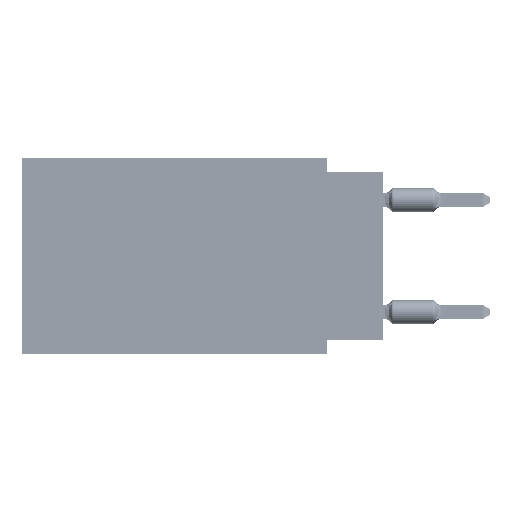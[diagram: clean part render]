
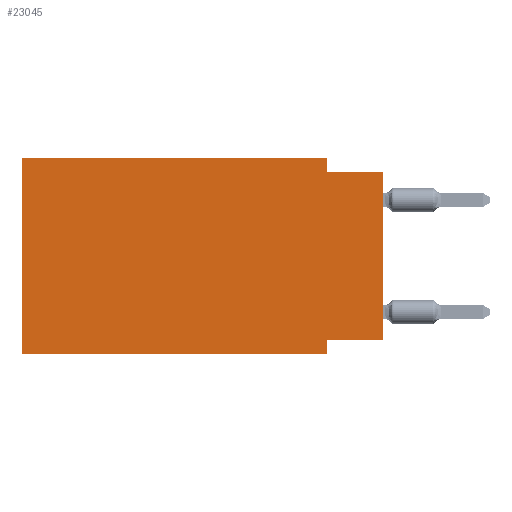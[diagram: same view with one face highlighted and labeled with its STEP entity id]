
A CAD part, left-side view. The second image highlights one B-rep face of the part: STEP entity #23045.
In plain terms, the highlighted planar face has unit normal (-1, 0, 0).
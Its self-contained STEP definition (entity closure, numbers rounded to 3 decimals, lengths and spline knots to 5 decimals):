
#364 = VERTEX_POINT ( 'NONE', #77745 ) ;
#1830 = EDGE_CURVE ( 'NONE', #54372, #13945, #49937, .T. ) ;
#2016 = ORIENTED_EDGE ( 'NONE', *, *, #61125, .F. ) ;
#2513 = VECTOR ( 'NONE', #61824, 39.37008 ) ;
#2583 = DIRECTION ( 'NONE',  ( 0., 0., -1. ) ) ;
#2742 = LINE ( 'NONE', #45211, #4248 ) ;
#3861 = CARTESIAN_POINT ( 'NONE',  ( 0., 0., -0.325 ) ) ;
#4248 = VECTOR ( 'NONE', #26938, 39.37008 ) ;
#4364 = DIRECTION ( 'NONE',  ( 0., 0., 1. ) ) ;
#8227 = EDGE_CURVE ( 'NONE', #19415, #78277, #2742, .T. ) ;
#9540 = LINE ( 'NONE', #34928, #41924 ) ;
#10482 = CARTESIAN_POINT ( 'NONE',  ( 0., 0.645, -0.35 ) ) ;
#10631 = ORIENTED_EDGE ( 'NONE', *, *, #36439, .F. ) ;
#11425 = ORIENTED_EDGE ( 'NONE', *, *, #1830, .F. ) ;
#13095 = LINE ( 'NONE', #32139, #73070 ) ;
#13496 = DIRECTION ( 'NONE',  ( 0., -1., 0. ) ) ;
#13945 = VERTEX_POINT ( 'NONE', #43154 ) ;
#14027 = ORIENTED_EDGE ( 'NONE', *, *, #16342, .F. ) ;
#16165 = LINE ( 'NONE', #3861, #27976 ) ;
#16342 = EDGE_CURVE ( 'NONE', #364, #59816, #59521, .T. ) ;
#16621 = AXIS2_PLACEMENT_3D ( 'NONE', #69103, #74278, #51247 ) ;
#19415 = VERTEX_POINT ( 'NONE', #57388 ) ;
#23045 = ADVANCED_FACE ( 'NONE', ( #38536 ), #62741, .F. ) ;
#26764 = DIRECTION ( 'NONE',  ( 0., -1., 0. ) ) ;
#26938 = DIRECTION ( 'NONE',  ( 0., 0., -1. ) ) ;
#27565 = CARTESIAN_POINT ( 'NONE',  ( 0., 0.645, 0. ) ) ;
#27684 = DIRECTION ( 'NONE',  ( 0., 1., 0. ) ) ;
#27976 = VECTOR ( 'NONE', #27684, 39.37008 ) ;
#29766 = CARTESIAN_POINT ( 'NONE',  ( 0., 0., -0.025 ) ) ;
#31621 = EDGE_LOOP ( 'NONE', ( #39547, #14027, #10631, #2016, #11425, #50660, #69708, #56984 ) ) ;
#32139 = CARTESIAN_POINT ( 'NONE',  ( 0., 0.645, -0.35 ) ) ;
#32762 = LINE ( 'NONE', #56943, #54655 ) ;
#34928 = CARTESIAN_POINT ( 'NONE',  ( 0., 0., 0. ) ) ;
#35863 = EDGE_CURVE ( 'NONE', #64190, #19415, #16165, .T. ) ;
#36439 = EDGE_CURVE ( 'NONE', #67140, #364, #32762, .T. ) ;
#38536 = FACE_OUTER_BOUND ( 'NONE', #31621, .T. ) ;
#39547 = ORIENTED_EDGE ( 'NONE', *, *, #49343, .T. ) ;
#41924 = VECTOR ( 'NONE', #4364, 39.37008 ) ;
#42418 = CARTESIAN_POINT ( 'NONE',  ( 0., 0.1, -0.35 ) ) ;
#42710 = VECTOR ( 'NONE', #53577, 39.37008 ) ;
#43154 = CARTESIAN_POINT ( 'NONE',  ( 0., 0.645, 0. ) ) ;
#43586 = CARTESIAN_POINT ( 'NONE',  ( 0., 0.645, 0. ) ) ;
#45211 = CARTESIAN_POINT ( 'NONE',  ( 0., 0.1, -0.35 ) ) ;
#49343 = EDGE_CURVE ( 'NONE', #64190, #59816, #9540, .T. ) ;
#49937 = LINE ( 'NONE', #43586, #2513 ) ;
#50660 = ORIENTED_EDGE ( 'NONE', *, *, #75509, .T. ) ;
#51247 = DIRECTION ( 'NONE',  ( 0., 0., -1. ) ) ;
#53577 = DIRECTION ( 'NONE',  ( 0., -1., 0. ) ) ;
#54372 = VERTEX_POINT ( 'NONE', #10482 ) ;
#54655 = VECTOR ( 'NONE', #2583, 39.37008 ) ;
#56943 = CARTESIAN_POINT ( 'NONE',  ( 0., 0.1, 0. ) ) ;
#56984 = ORIENTED_EDGE ( 'NONE', *, *, #35863, .F. ) ;
#57388 = CARTESIAN_POINT ( 'NONE',  ( 0., 0.1, -0.325 ) ) ;
#59521 = LINE ( 'NONE', #29766, #42710 ) ;
#59816 = VERTEX_POINT ( 'NONE', #63165 ) ;
#61125 = EDGE_CURVE ( 'NONE', #13945, #67140, #74788, .T. ) ;
#61816 = VECTOR ( 'NONE', #26764, 39.37008 ) ;
#61824 = DIRECTION ( 'NONE',  ( 0., 0., 1. ) ) ;
#62741 = PLANE ( 'NONE',  #16621 ) ;
#63165 = CARTESIAN_POINT ( 'NONE',  ( 0., 0., -0.025 ) ) ;
#64190 = VERTEX_POINT ( 'NONE', #76454 ) ;
#67140 = VERTEX_POINT ( 'NONE', #67571 ) ;
#67571 = CARTESIAN_POINT ( 'NONE',  ( 0., 0.1, 0. ) ) ;
#69103 = CARTESIAN_POINT ( 'NONE',  ( 0., 0.645, 0. ) ) ;
#69708 = ORIENTED_EDGE ( 'NONE', *, *, #8227, .F. ) ;
#73070 = VECTOR ( 'NONE', #13496, 39.37008 ) ;
#74278 = DIRECTION ( 'NONE',  ( 1., 0., 0. ) ) ;
#74788 = LINE ( 'NONE', #27565, #61816 ) ;
#75509 = EDGE_CURVE ( 'NONE', #54372, #78277, #13095, .T. ) ;
#76454 = CARTESIAN_POINT ( 'NONE',  ( 0., 0., -0.325 ) ) ;
#77745 = CARTESIAN_POINT ( 'NONE',  ( 0., 0.1, -0.025 ) ) ;
#78277 = VERTEX_POINT ( 'NONE', #42418 ) ;
